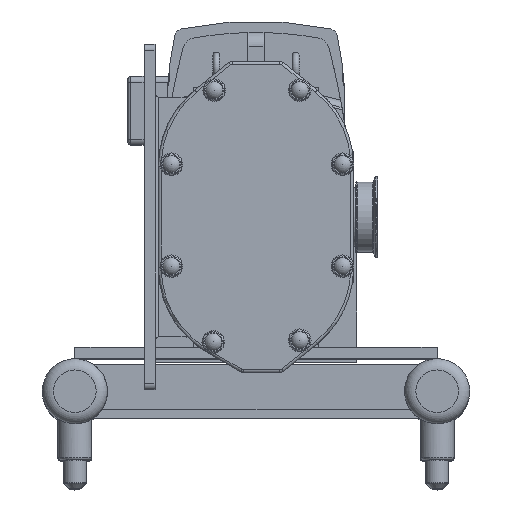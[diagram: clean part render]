
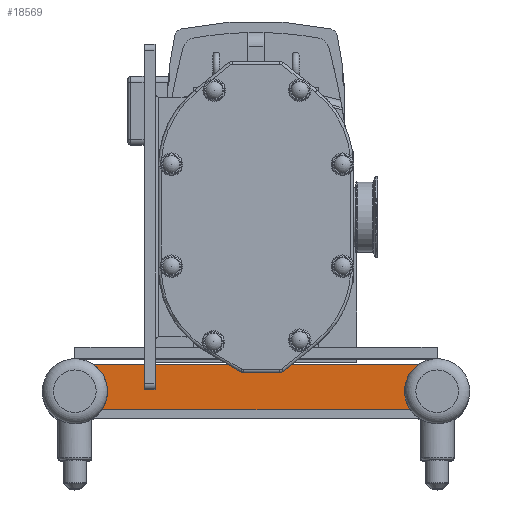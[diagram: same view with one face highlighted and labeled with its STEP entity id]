
A CAD part, top view. The second image highlights one B-rep face of the part: STEP entity #18569.
In plain terms, the highlighted planar face has unit normal (0, 0, 1).
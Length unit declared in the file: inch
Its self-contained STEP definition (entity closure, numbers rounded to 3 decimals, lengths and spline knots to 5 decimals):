
#1881=LINE('',#34224,#3221);
#1882=LINE('',#34226,#3222);
#3221=VECTOR('',#26022,0.3937);
#3222=VECTOR('',#26025,0.3937);
#4022=PLANE('',#20623);
#5271=FACE_OUTER_BOUND('',#6390,.T.);
#6390=EDGE_LOOP('',(#17419,#17420,#17421,#17422,#17423));
#7335=CIRCLE('',#20517,1.4375);
#7348=CIRCLE('',#20534,1.4375);
#7379=CIRCLE('',#20582,1.4375);
#9158=VERTEX_POINT('',#33609);
#9159=VERTEX_POINT('',#33611);
#9172=VERTEX_POINT('',#33646);
#9208=VERTEX_POINT('',#34011);
#9209=VERTEX_POINT('',#34013);
#11865=EDGE_CURVE('',#9158,#9159,#7335,.T.);
#11884=EDGE_CURVE('',#9172,#9158,#7348,.T.);
#11932=EDGE_CURVE('',#9208,#9209,#7379,.T.);
#11970=EDGE_CURVE('',#9172,#9209,#1881,.T.);
#11971=EDGE_CURVE('',#9208,#9159,#1882,.T.);
#17419=ORIENTED_EDGE('',*,*,#11932,.F.);
#17420=ORIENTED_EDGE('',*,*,#11971,.T.);
#17421=ORIENTED_EDGE('',*,*,#11865,.F.);
#17422=ORIENTED_EDGE('',*,*,#11884,.F.);
#17423=ORIENTED_EDGE('',*,*,#11970,.T.);
#18569=ADVANCED_FACE('',(#5271),#4022,.T.);
#20517=AXIS2_PLACEMENT_3D('',#33612,#25788,#25789);
#20534=AXIS2_PLACEMENT_3D('',#33648,#25828,#25829);
#20582=AXIS2_PLACEMENT_3D('',#34014,#25933,#25934);
#20623=AXIS2_PLACEMENT_3D('',#34227,#26026,#26027);
#25788=DIRECTION('center_axis',(0.,0.,
1.));
#25789=DIRECTION('ref_axis',(-1.,0.,0.));
#25828=DIRECTION('center_axis',(0.,0.,
1.));
#25829=DIRECTION('ref_axis',(-1.,0.,0.));
#25933=DIRECTION('center_axis',(0.,0.,
1.));
#25934=DIRECTION('ref_axis',(-1.,0.,0.));
#26022=DIRECTION('',(1.,0.,0.));
#26025=DIRECTION('',(-1.,0.,0.));
#26026=DIRECTION('center_axis',(0.,0.,
1.));
#26027=DIRECTION('ref_axis',(1.,0.,0.));
#33609=CARTESIAN_POINT('',(-6.5625,-7.6875,-9.3));
#33611=CARTESIAN_POINT('',(-7.19358,-6.4975,-9.3));
#33612=CARTESIAN_POINT('Origin',(-8.,-7.6875,-9.3));
#33646=CARTESIAN_POINT('',(-6.81244,-8.4975,-9.3));
#33648=CARTESIAN_POINT('Origin',(-8.,-7.6875,-9.3));
#34011=CARTESIAN_POINT('',(7.19358,-6.4975,-9.3));
#34013=CARTESIAN_POINT('',(6.81244,-8.4975,-9.3));
#34014=CARTESIAN_POINT('Origin',(8.,-7.6875,-9.3));
#34224=CARTESIAN_POINT('',(7.12822,-8.4975,-9.3));
#34226=CARTESIAN_POINT('',(-7.62,-6.4975,-9.3));
#34227=CARTESIAN_POINT('Origin',(0.00337,-7.45774,-9.3));
